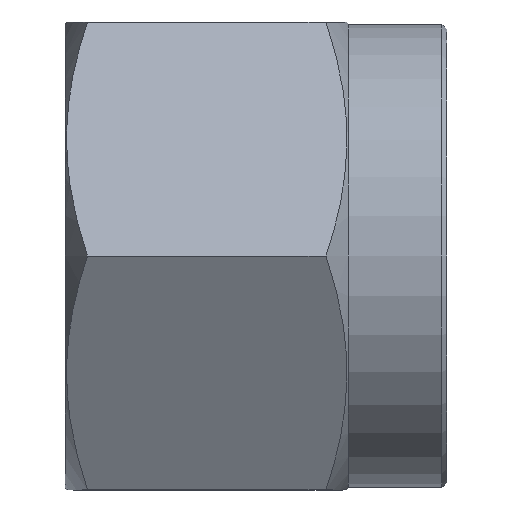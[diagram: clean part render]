
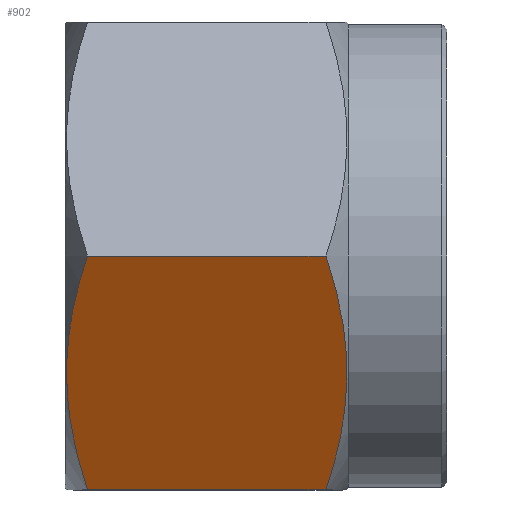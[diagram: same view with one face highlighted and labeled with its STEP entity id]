
A CAD part, left-side view. The second image highlights one B-rep face of the part: STEP entity #902.
In plain terms, the highlighted planar face has unit normal (-0.866, 0, -0.5).
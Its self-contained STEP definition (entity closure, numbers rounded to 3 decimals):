
#26 = CARTESIAN_POINT ( 'NONE',  ( -10.97, 14.594, 0. ) ) ;
#27 = CARTESIAN_POINT ( 'NONE',  ( -5.485, 14.594, -9.5 ) ) ;
#28 = CARTESIAN_POINT ( 'NONE',  ( -5.485, 4.906, -9.5 ) ) ;
#29 = CARTESIAN_POINT ( 'NONE',  ( -10.97, 4.906, 0. ) ) ;
#145 = CARTESIAN_POINT ( 'NONE',  ( -10.97, 14.594, 0. ) ) ;
#146 = CARTESIAN_POINT ( 'NONE',  ( -10.521, 14.853, -0.777 ) ) ;
#147 = CARTESIAN_POINT ( 'NONE',  ( -10.069, 15.066, -1.56 ) ) ;
#148 = CARTESIAN_POINT ( 'NONE',  ( -9.383, 15.288, -2.748 ) ) ;
#150 = CARTESIAN_POINT ( 'NONE',  ( -9.153, 15.345, -3.147 ) ) ;
#152 = CARTESIAN_POINT ( 'NONE',  ( -8.689, 15.423, -3.95 ) ) ;
#153 = CARTESIAN_POINT ( 'NONE',  ( -8.455, 15.443, -4.355 ) ) ;
#154 = CARTESIAN_POINT ( 'NONE',  ( -7.756, 15.442, -5.567 ) ) ;
#155 = CARTESIAN_POINT ( 'NONE',  ( -7.295, 15.361, -6.364 ) ) ;
#157 = CARTESIAN_POINT ( 'NONE',  ( -6.384, 15.065, -7.943 ) ) ;
#158 = CARTESIAN_POINT ( 'NONE',  ( -5.933, 14.852, -8.724 ) ) ;
#160 = CARTESIAN_POINT ( 'NONE',  ( -5.485, 14.594, -9.5 ) ) ;
#161 = DIRECTION ( 'NONE',  ( 0., -1., 0. ) ) ;
#162 = CARTESIAN_POINT ( 'NONE',  ( -10.97, 15.5, 0. ) ) ;
#163 = DIRECTION ( 'NONE',  ( 0., -1., 0. ) ) ;
#164 = CARTESIAN_POINT ( 'NONE',  ( -5.485, 15.5, -9.5 ) ) ;
#187 = CARTESIAN_POINT ( 'NONE',  ( -5.485, 4.906, -9.5 ) ) ;
#188 = CARTESIAN_POINT ( 'NONE',  ( -5.933, 4.647, -8.723 ) ) ;
#189 = CARTESIAN_POINT ( 'NONE',  ( -6.385, 4.434, -7.94 ) ) ;
#190 = CARTESIAN_POINT ( 'NONE',  ( -7.072, 4.212, -6.752 ) ) ;
#191 = CARTESIAN_POINT ( 'NONE',  ( -7.302, 4.155, -6.353 ) ) ;
#192 = CARTESIAN_POINT ( 'NONE',  ( -7.765, 4.077, -5.55 ) ) ;
#193 = CARTESIAN_POINT ( 'NONE',  ( -7.999, 4.057, -5.145 ) ) ;
#195 = CARTESIAN_POINT ( 'NONE',  ( -8.699, 4.058, -3.933 ) ) ;
#196 = CARTESIAN_POINT ( 'NONE',  ( -9.159, 4.139, -3.136 ) ) ;
#197 = CARTESIAN_POINT ( 'NONE',  ( -10.071, 4.435, -1.557 ) ) ;
#198 = CARTESIAN_POINT ( 'NONE',  ( -10.522, 4.648, -0.776 ) ) ;
#199 = CARTESIAN_POINT ( 'NONE',  ( -10.97, 4.906, 0. ) ) ;
#353 = EDGE_LOOP ( 'NONE', ( #786, #785, #789, #783 ) ) ;
#391 = VECTOR ( 'NONE', #161, 1000. ) ;
#393 = VECTOR ( 'NONE', #163, 1000. ) ;
#459 = LINE ( 'NONE', #164, #393 ) ;
#460 = LINE ( 'NONE', #162, #391 ) ;
#483 = FACE_OUTER_BOUND ( 'NONE', #353, .T. ) ;
#542 = PLANE ( 'NONE',  #716 ) ;
#543 = CARTESIAN_POINT ( 'NONE',  ( -5.485, 15.5, -9.5 ) ) ;
#544 = DIRECTION ( 'NONE',  ( 0.866, 0., 0.5 ) ) ;
#545 = DIRECTION ( 'NONE',  ( 0.5, 0., -0.866 ) ) ;
#632 = B_SPLINE_CURVE_WITH_KNOTS ( 'NONE', 3,
 ( #160, #158, #157, #155, #154, #153, #152, #150, #148, #147, #146, #145 ),
 .UNSPECIFIED., .F., .F.,
 ( 4, 2, 2, 2, 2, 4 ),
 ( 0., 0.003, 0.006, 0.007, 0.008, 0.011 ),
 .UNSPECIFIED. ) ;
#633 = B_SPLINE_CURVE_WITH_KNOTS ( 'NONE', 3,
 ( #199, #198, #197, #196, #195, #193, #192, #191, #190, #189, #188, #187 ),
 .UNSPECIFIED., .F., .F.,
 ( 4, 2, 2, 2, 2, 4 ),
 ( 0., 0.003, 0.006, 0.007, 0.008, 0.011 ),
 .UNSPECIFIED. ) ;
#671 = EDGE_CURVE ( 'NONE', #875, #876, #633, .T. ) ;
#676 = EDGE_CURVE ( 'NONE', #877, #876, #459, .T. ) ;
#677 = EDGE_CURVE ( 'NONE', #878, #875, #460, .T. ) ;
#678 = EDGE_CURVE ( 'NONE', #877, #878, #632, .T. ) ;
#716 = AXIS2_PLACEMENT_3D ( 'NONE', #543, #544, #545 ) ;
#783 = ORIENTED_EDGE ( 'NONE', *, *, #678, .F. ) ;
#785 = ORIENTED_EDGE ( 'NONE', *, *, #671, .F. ) ;
#786 = ORIENTED_EDGE ( 'NONE', *, *, #676, .T. ) ;
#789 = ORIENTED_EDGE ( 'NONE', *, *, #677, .F. ) ;
#875 = VERTEX_POINT ( 'NONE', #29 ) ;
#876 = VERTEX_POINT ( 'NONE', #28 ) ;
#877 = VERTEX_POINT ( 'NONE', #27 ) ;
#878 = VERTEX_POINT ( 'NONE', #26 ) ;
#902 = ADVANCED_FACE ( 'NONE', ( #483 ), #542, .F. ) ;
